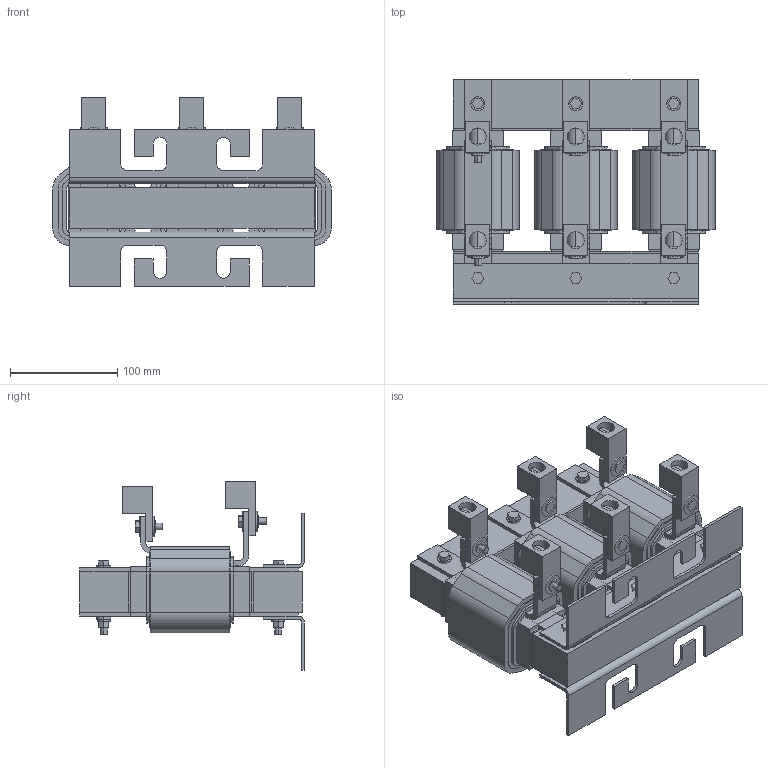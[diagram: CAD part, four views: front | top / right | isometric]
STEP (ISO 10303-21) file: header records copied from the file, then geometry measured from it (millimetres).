
FILE_DESCRIPTION (( 'STEP AP214' ), '1' );
FILE_NAME ('LR-4100.STEP', '2012-03-05T14:45:02', ( ' ' ), ( ' ' ), 'SwSTEP 2.0', 'SolidWorks 2011', '' );
FILE_SCHEMA (( 'AUTOMOTIVE_DESIGN' ));
Length unit declared in the file: millimetre
Products named in the file (1): LR-4100
Bounding box: 259.68 x 209.59 x 176.28 mm (x, y, z)
Volume: 3275032.2 mm3; surface area: 782322.1 mm2
Topology: 53 solids, 53 shells, 927 faces, 2310 edges, 1540 vertices
Faces by surface type: plane 675, cylinder 252
Entity records: 33285 total; most frequent: CARTESIAN_POINT 4946, DIRECTION 4667, ORIENTED_EDGE 4620, EDGE_CURVE 2310, LINE 1761, VECTOR 1761, VERTEX_POINT 1540, AXIS2_PLACEMENT_3D 1453
